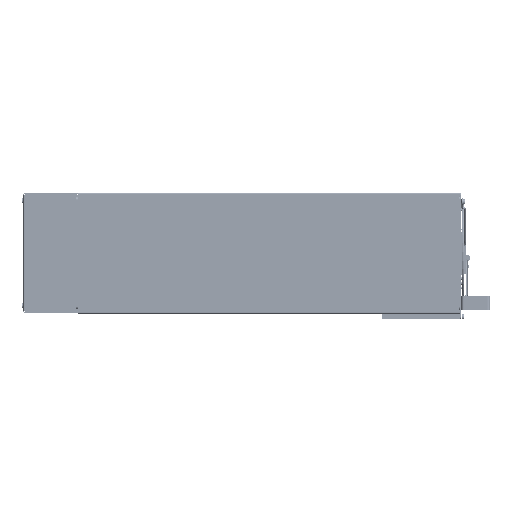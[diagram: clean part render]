
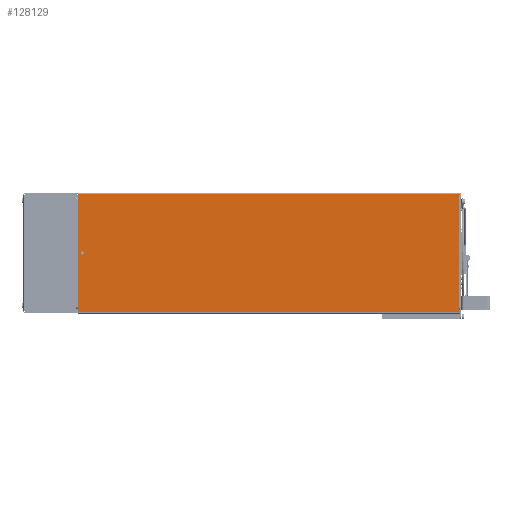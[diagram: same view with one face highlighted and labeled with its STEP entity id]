
A CAD part, front view. The second image highlights one B-rep face of the part: STEP entity #128129.
In plain terms, the highlighted planar face has unit normal (0, -1, 0).
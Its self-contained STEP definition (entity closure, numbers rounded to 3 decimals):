
#1419=FACE_BOUND('',#15279,.T.);
#2847=PLANE('',#135698);
#8244=FACE_OUTER_BOUND('',#15278,.T.);
#15278=EDGE_LOOP('',(#89179,#89180,#89181,#89182,#89183,#89184,#89185,#89186,
#89187,#89188));
#15279=EDGE_LOOP('',(#89189,#89190));
#23705=LINE('',#183854,#38336);
#23716=LINE('',#183880,#38347);
#23717=LINE('',#183882,#38348);
#23718=LINE('',#183884,#38349);
#23719=LINE('',#183886,#38350);
#23720=LINE('',#183888,#38351);
#23721=LINE('',#183890,#38352);
#23722=LINE('',#183892,#38353);
#23723=LINE('',#183894,#38354);
#23724=LINE('',#183895,#38355);
#38336=VECTOR('',#147048,1.);
#38347=VECTOR('',#147067,1.);
#38348=VECTOR('',#147068,1.);
#38349=VECTOR('',#147069,1.);
#38350=VECTOR('',#147070,1.);
#38351=VECTOR('',#147071,1.);
#38352=VECTOR('',#147072,1.);
#38353=VECTOR('',#147073,1.);
#38354=VECTOR('',#147074,1.);
#38355=VECTOR('',#147075,1.);
#53014=CIRCLE('',#135699,1.75);
#53015=CIRCLE('',#135700,1.75);
#57135=VERTEX_POINT('',#183851);
#57136=VERTEX_POINT('',#183853);
#57147=VERTEX_POINT('',#183879);
#57148=VERTEX_POINT('',#183881);
#57149=VERTEX_POINT('',#183883);
#57150=VERTEX_POINT('',#183885);
#57151=VERTEX_POINT('',#183887);
#57152=VERTEX_POINT('',#183889);
#57153=VERTEX_POINT('',#183891);
#57154=VERTEX_POINT('',#183893);
#57155=VERTEX_POINT('',#183896);
#57156=VERTEX_POINT('',#183897);
#70070=EDGE_CURVE('',#57136,#57135,#23705,.T.);
#70083=EDGE_CURVE('',#57135,#57147,#23716,.T.);
#70084=EDGE_CURVE('',#57148,#57147,#23717,.T.);
#70085=EDGE_CURVE('',#57149,#57148,#23718,.T.);
#70086=EDGE_CURVE('',#57149,#57150,#23719,.T.);
#70087=EDGE_CURVE('',#57151,#57150,#23720,.T.);
#70088=EDGE_CURVE('',#57152,#57151,#23721,.T.);
#70089=EDGE_CURVE('',#57152,#57153,#23722,.T.);
#70090=EDGE_CURVE('',#57153,#57154,#23723,.T.);
#70091=EDGE_CURVE('',#57136,#57154,#23724,.T.);
#70092=EDGE_CURVE('',#57155,#57156,#53014,.T.);
#70093=EDGE_CURVE('',#57156,#57155,#53015,.T.);
#89179=ORIENTED_EDGE('',*,*,#70070,.T.);
#89180=ORIENTED_EDGE('',*,*,#70083,.T.);
#89181=ORIENTED_EDGE('',*,*,#70084,.F.);
#89182=ORIENTED_EDGE('',*,*,#70085,.F.);
#89183=ORIENTED_EDGE('',*,*,#70086,.T.);
#89184=ORIENTED_EDGE('',*,*,#70087,.F.);
#89185=ORIENTED_EDGE('',*,*,#70088,.F.);
#89186=ORIENTED_EDGE('',*,*,#70089,.T.);
#89187=ORIENTED_EDGE('',*,*,#70090,.T.);
#89188=ORIENTED_EDGE('',*,*,#70091,.F.);
#89189=ORIENTED_EDGE('',*,*,#70092,.T.);
#89190=ORIENTED_EDGE('',*,*,#70093,.T.);
#128129=ADVANCED_FACE('',(#8244,#1419),#2847,.T.);
#135698=AXIS2_PLACEMENT_3D('',#183878,#147065,#147066);
#135699=AXIS2_PLACEMENT_3D('',#183898,#147076,#147077);
#135700=AXIS2_PLACEMENT_3D('',#183899,#147078,#147079);
#147048=DIRECTION('',(0.,0.,1.));
#147065=DIRECTION('center_axis',(0.,-1.,0.));
#147066=DIRECTION('ref_axis',(0.,0.,
1.));
#147067=DIRECTION('',(1.,0.,0.));
#147068=DIRECTION('',(0.,0.,-1.));
#147069=DIRECTION('',(1.,0.,0.));
#147070=DIRECTION('',(0.,0.,-1.));
#147071=DIRECTION('',(-1.,0.,0.));
#147072=DIRECTION('',(0.,0.,-1.));
#147073=DIRECTION('',(-1.,0.,0.));
#147074=DIRECTION('',(0.,0.,1.));
#147075=DIRECTION('',(0.,0.,-1.));
#147076=DIRECTION('center_axis',(0.,1.,0.));
#147077=DIRECTION('ref_axis',(0.,0.,
-1.));
#147078=DIRECTION('center_axis',(0.,1.,0.));
#147079=DIRECTION('ref_axis',(0.,0.,
-1.));
#183851=CARTESIAN_POINT('',(764.907,-1096.396,-225.465));
#183853=CARTESIAN_POINT('',(764.907,-1096.396,-226.465));
#183854=CARTESIAN_POINT('',(764.907,-1096.396,-225.965));
#183878=CARTESIAN_POINT('Origin',(764.257,-1096.396,-226.465));
#183879=CARTESIAN_POINT('',(766.182,-1096.396,-225.465));
#183880=CARTESIAN_POINT('',(764.757,-1096.396,-225.465));
#183881=CARTESIAN_POINT('',(766.182,-1096.396,-223.739));
#183882=CARTESIAN_POINT('',(766.182,-1096.396,-223.465));
#183883=CARTESIAN_POINT('',(365.182,-1096.396,-223.739));
#183884=CARTESIAN_POINT('',(565.814,-1096.396,-223.739));
#183885=CARTESIAN_POINT('',(365.182,-1096.396,-348.19));
#183886=CARTESIAN_POINT('',(365.182,-1096.396,-348.54));
#183887=CARTESIAN_POINT('',(766.182,-1096.396,-348.19));
#183888=CARTESIAN_POINT('',(567.772,-1096.396,-348.19));
#183889=CARTESIAN_POINT('',(766.182,-1096.396,-346.465));
#183890=CARTESIAN_POINT('',(766.182,-1096.396,-346.465));
#183891=CARTESIAN_POINT('',(764.907,-1096.396,-346.465));
#183892=CARTESIAN_POINT('',(764.582,-1096.396,-346.465));
#183893=CARTESIAN_POINT('',(764.907,-1096.396,-345.465));
#183894=CARTESIAN_POINT('',(764.907,-1096.396,-285.965));
#183895=CARTESIAN_POINT('',(764.907,-1096.396,-256.215));
#183896=CARTESIAN_POINT('',(370.182,-1096.396,-287.715));
#183897=CARTESIAN_POINT('',(370.182,-1096.396,-284.215));
#183898=CARTESIAN_POINT('Origin',(370.182,-1096.396,-285.965));
#183899=CARTESIAN_POINT('Origin',(370.182,-1096.396,-285.965));
